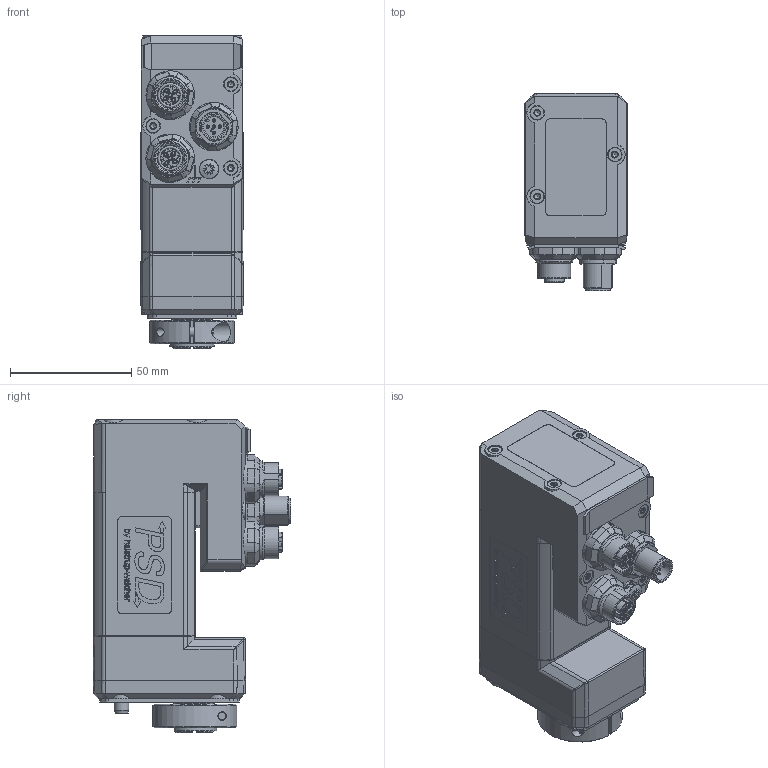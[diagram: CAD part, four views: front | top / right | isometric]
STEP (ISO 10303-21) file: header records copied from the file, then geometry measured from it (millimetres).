
FILE_DESCRIPTION(/* description */ (''),/* implementation_level */ '2;1');
FILE_NAME(/* name */ '7300.016613B_PSD403-14H-S-IE-0.stp',/* time_stamp */ '2020-10-28T15:50:47+01:00',/* author */ ('mzabek'),/* organization */ (''),/* preprocessor_version */ 'ST-DEVELOPER v17',/* originating_system */ 'Autodesk Inventor 2018',/* authorisation */ '');
FILE_SCHEMA (('AUTOMOTIVE_DESIGN { 1 0 10303 214 3 1 1 }'));
Products named in the file (1): ENG-105562
Bounding box: 42.4 x 81.46 x 129.1 mm (x, y, z)
Volume: 288840.6 mm3; surface area: 40979.6 mm2
Topology: 4 solids, 4 shells, 1938 faces, 5310 edges, 3448 vertices
Faces by surface type: plane 828, bspline 478, cylinder 378, cone 167, torus 49, sphere 38
Full cylindrical faces by diameter (mm): 0.6 x3, 0.8 x5, 1 x3, 1.1 x8, 1.2 x2, 1.4 x4, 3.459 x1, 4 x1, 4.5 x1, 5.6 x6, 6 x7, 7 x2, 8 x2, 8.3 x1, 10.4 x1, 10.917 x2, 14 x1, 14.4 x1, 17 x1, 20 x3, 22 x1, 23 x1
Entity records: 70074 total; most frequent: CARTESIAN_POINT 22464, ORIENTED_EDGE 10520, DIRECTION 7906, EDGE_CURVE 5260, VERTEX_POINT 3448, AXIS2_PLACEMENT_3D 2646, LINE 2614, VECTOR 2614
